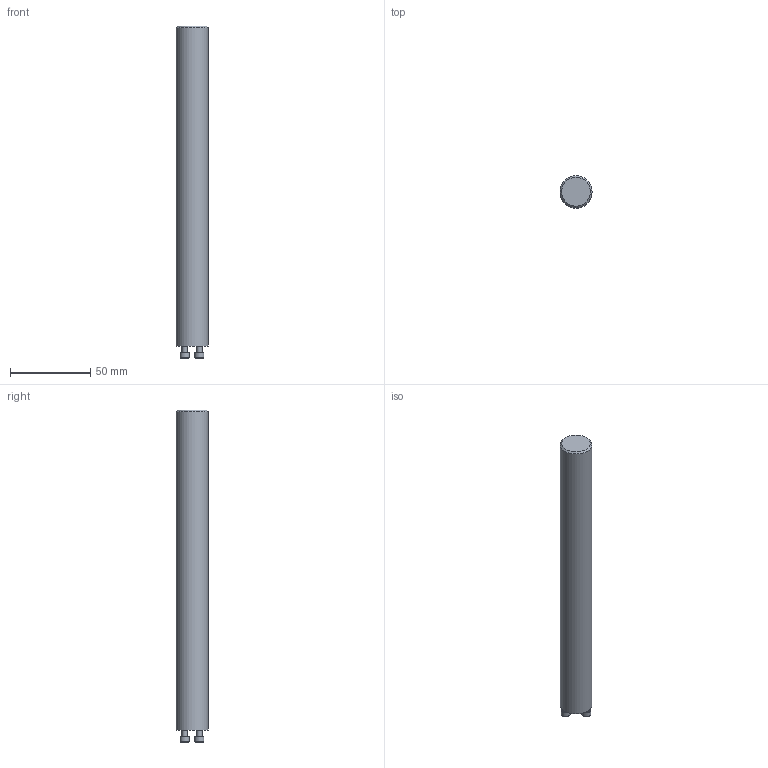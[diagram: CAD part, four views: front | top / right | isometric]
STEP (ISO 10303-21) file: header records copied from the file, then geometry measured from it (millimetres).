
FILE_DESCRIPTION(/* description */ (''),/* implementation_level */ '2;1');
FILE_NAME(/* name */ 'TOOLCOMP_1.STP',/* time_stamp */ '2024-08-21T13:05:07+02:00',/* author */ (''),/* organization */ ('SMS'),/* preprocessor_version */ 'ST-DEVELOPER v16.7',/* originating_system */ 'SIEMENS PLM Software NX 12.0',/* authorisation */ '');
FILE_SCHEMA (('AUTOMOTIVE_DESIGN { 1 0 10303 214 3 1 1 1 }'));
Length unit declared in the file: millimetre
Products named in the file (1): TOOLCOMP_1
Bounding box: 20 x 20 x 207.5 mm (x, y, z)
Volume: 63151.8 mm3; surface area: 13605.2 mm2
Topology: 1 solids, 1 shells, 133 faces, 332 edges, 209 vertices
Faces by surface type: plane 62, extrusion 36, cone 22, cylinder 7, torus 6
Full cylindrical faces by diameter (mm): 3.5 x3, 5.7 x3, 20 x1
Entity records: 5556 total; most frequent: CARTESIAN_POINT 2407, DIRECTION 640, ORIENTED_EDGE 618, EDGE_CURVE 309, AXIS2_PLACEMENT_3D 248, VERTEX_POINT 204, EDGE_LOOP 156, VECTOR 144
